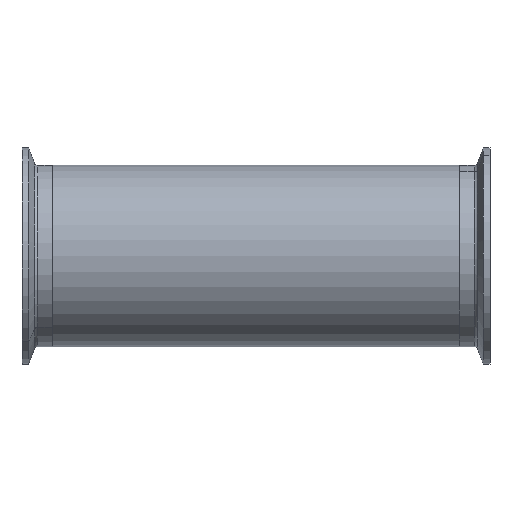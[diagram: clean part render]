
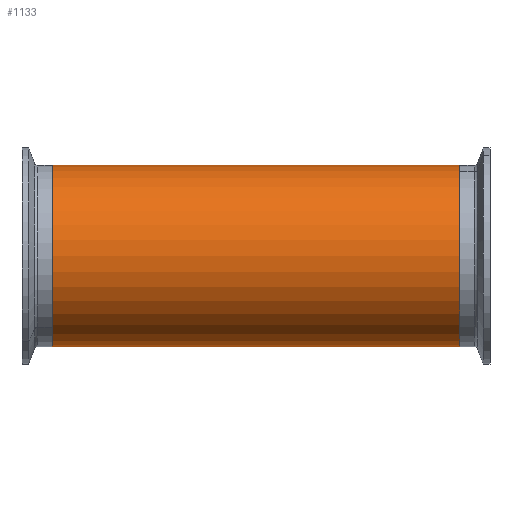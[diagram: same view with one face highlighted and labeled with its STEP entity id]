
A CAD part, front view. The second image highlights one B-rep face of the part: STEP entity #1133.
In plain terms, the highlighted cylindrical face has radius 38.1 mm (diameter 76.2 mm), a partial arc.
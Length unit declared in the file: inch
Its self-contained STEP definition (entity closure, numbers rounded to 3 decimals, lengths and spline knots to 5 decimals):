
#29 = ORIENTED_EDGE ( 'NONE', *, *, #479, .T. ) ;
#50 = VERTEX_POINT ( 'NONE', #1414 ) ;
#71 = AXIS2_PLACEMENT_3D ( 'NONE', #2812, #2595, #2824 ) ;
#105 = EDGE_LOOP ( 'NONE', ( #1617, #2887, #29, #1098 ) ) ;
#315 = DIRECTION ( 'NONE',  ( 1., 0., 0. ) ) ;
#350 = CARTESIAN_POINT ( 'NONE',  ( 3.37402, 0., 1.5 ) ) ;
#397 = DIRECTION ( 'NONE',  ( 0., 0., -1. ) ) ;
#446 = VERTEX_POINT ( 'NONE', #2170 ) ;
#479 = EDGE_CURVE ( 'NONE', #446, #2811, #2111, .T. ) ;
#582 = CARTESIAN_POINT ( 'NONE',  ( -3.37402, 0., 0. ) ) ;
#669 = CARTESIAN_POINT ( 'NONE',  ( -3.37402, 0., 1.5 ) ) ;
#986 = CARTESIAN_POINT ( 'NONE',  ( -3.37402, 0., -1.5 ) ) ;
#1055 = DIRECTION ( 'NONE',  ( 0., 0., -1. ) ) ;
#1083 = VERTEX_POINT ( 'NONE', #350 ) ;
#1098 = ORIENTED_EDGE ( 'NONE', *, *, #1181, .F. ) ;
#1125 = VECTOR ( 'NONE', #2380, 39.37008 ) ;
#1133 = ADVANCED_FACE ( 'NONE', ( #1693 ), #2674, .T. ) ;
#1181 = EDGE_CURVE ( 'NONE', #1083, #2811, #2039, .T. ) ;
#1332 = CIRCLE ( 'NONE', #1704, 1.5 ) ;
#1414 = CARTESIAN_POINT ( 'NONE',  ( -3.37402, 0., 1.5 ) ) ;
#1453 = EDGE_CURVE ( 'NONE', #50, #1083, #1966, .T. ) ;
#1479 = VECTOR ( 'NONE', #2061, 39.37008 ) ;
#1575 = CARTESIAN_POINT ( 'NONE',  ( 3.37402, 0., -1.5 ) ) ;
#1617 = ORIENTED_EDGE ( 'NONE', *, *, #1453, .F. ) ;
#1693 = FACE_OUTER_BOUND ( 'NONE', #105, .T. ) ;
#1704 = AXIS2_PLACEMENT_3D ( 'NONE', #2857, #1950, #397 ) ;
#1841 = AXIS2_PLACEMENT_3D ( 'NONE', #582, #315, #1055 ) ;
#1950 = DIRECTION ( 'NONE',  ( 1., 0., 0. ) ) ;
#1966 = LINE ( 'NONE', #669, #1125 ) ;
#2039 = CIRCLE ( 'NONE', #71, 1.5 ) ;
#2061 = DIRECTION ( 'NONE',  ( 1., 0., 0. ) ) ;
#2111 = LINE ( 'NONE', #986, #1479 ) ;
#2170 = CARTESIAN_POINT ( 'NONE',  ( -3.37402, 0., -1.5 ) ) ;
#2380 = DIRECTION ( 'NONE',  ( 1., 0., 0. ) ) ;
#2461 = EDGE_CURVE ( 'NONE', #50, #446, #1332, .T. ) ;
#2595 = DIRECTION ( 'NONE',  ( 1., 0., 0. ) ) ;
#2674 = CYLINDRICAL_SURFACE ( 'NONE', #1841, 1.5 ) ;
#2811 = VERTEX_POINT ( 'NONE', #1575 ) ;
#2812 = CARTESIAN_POINT ( 'NONE',  ( 3.37402, 0., 0. ) ) ;
#2824 = DIRECTION ( 'NONE',  ( 0., 0., -1. ) ) ;
#2857 = CARTESIAN_POINT ( 'NONE',  ( -3.37402, 0., 0. ) ) ;
#2887 = ORIENTED_EDGE ( 'NONE', *, *, #2461, .T. ) ;
